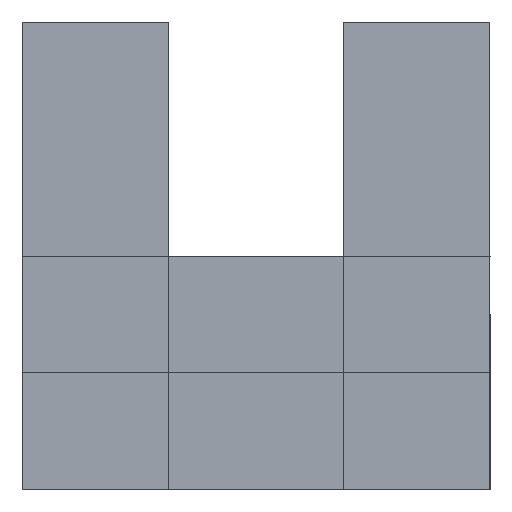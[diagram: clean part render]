
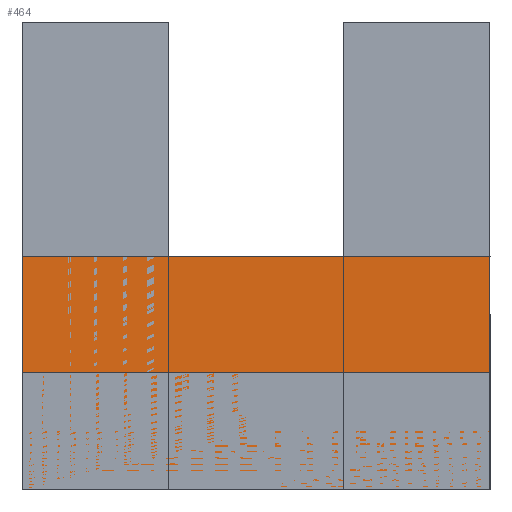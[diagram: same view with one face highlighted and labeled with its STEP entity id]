
A CAD part, left-side view. The second image highlights one B-rep face of the part: STEP entity #464.
In plain terms, the highlighted planar face has unit normal (-1, 0, 0).
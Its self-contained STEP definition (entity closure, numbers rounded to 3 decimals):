
#32=FACE_OUTER_BOUND('',#61,.T.);
#61=EDGE_LOOP('',(#339,#340,#341,#342));
#98=LINE('',#695,#155);
#106=LINE('',#710,#163);
#107=LINE('',#712,#164);
#108=LINE('',#713,#165);
#155=VECTOR('',#574,10.);
#163=VECTOR('',#586,10.);
#164=VECTOR('',#589,10.);
#165=VECTOR('',#590,10.);
#205=VERTEX_POINT('',#692);
#206=VERTEX_POINT('',#694);
#210=VERTEX_POINT('',#706);
#211=VERTEX_POINT('',#708);
#250=EDGE_CURVE('',#205,#206,#98,.T.);
#258=EDGE_CURVE('',#210,#211,#106,.T.);
#259=EDGE_CURVE('',#205,#210,#107,.T.);
#260=EDGE_CURVE('',#206,#211,#108,.T.);
#339=ORIENTED_EDGE('',*,*,#259,.T.);
#340=ORIENTED_EDGE('',*,*,#258,.T.);
#341=ORIENTED_EDGE('',*,*,#260,.F.);
#342=ORIENTED_EDGE('',*,*,#250,.F.);
#413=PLANE('',#511);
#464=ADVANCED_FACE('',(#32),#413,.T.);
#511=AXIS2_PLACEMENT_3D('',#711,#587,#588);
#574=DIRECTION('',(0.,0.,1.));
#586=DIRECTION('',(0.,0.,1.));
#587=DIRECTION('center_axis',(-1.,0.,0.));
#588=DIRECTION('ref_axis',(0.,-1.,0.));
#589=DIRECTION('',(0.,-1.,0.));
#590=DIRECTION('',(0.,-1.,0.));
#692=CARTESIAN_POINT('',(0.,40.,0.));
#694=CARTESIAN_POINT('',(0.,40.,20.));
#695=CARTESIAN_POINT('',(0.,40.,0.));
#706=CARTESIAN_POINT('',(0.,0.,0.));
#708=CARTESIAN_POINT('',(0.,0.,20.));
#710=CARTESIAN_POINT('',(0.,0.,0.));
#711=CARTESIAN_POINT('Origin',(0.,40.,0.));
#712=CARTESIAN_POINT('',(0.,40.,0.));
#713=CARTESIAN_POINT('',(0.,40.,20.));
